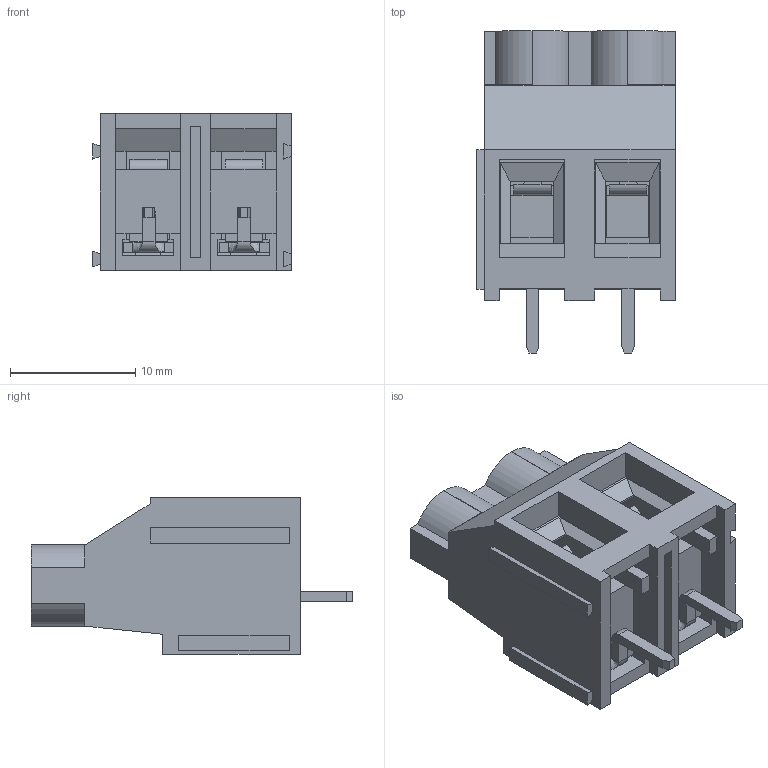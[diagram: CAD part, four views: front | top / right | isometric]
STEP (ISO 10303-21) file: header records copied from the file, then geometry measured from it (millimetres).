
FILE_DESCRIPTION( ( 'Unknown' ), '1' );
FILE_NAME( '691218410002.stp', 'Unknown', ( 'Unknown' ), ( 'Unknown' ), 'PSStep 17.0.49', 'Unknown', ' ' );
FILE_SCHEMA( ( 'AUTOMOTIVE_DESIGN { 1 0 10303 214 1 1 1 1 }' ) );
Length unit declared in the file: millimetre
Products named in the file (5): Assem1; 6912184100xx_MASS; 6912184100xx_PIN; 6912184100xx_VIS; 691218410002
Assembly tree (7 placements, depth 2):
  Assem1
    6912184100xx_MASS  x2
    6912184100xx_PIN  x2
    6912184100xx_VIS  x2
    691218410002
Bounding box: 15.84 x 25.7 x 12.5 mm (x, y, z)
Volume: 2068.9 mm3; surface area: 3953.4 mm2
Topology: 7 solids, 7 shells, 295 faces, 772 edges, 494 vertices
Faces by surface type: plane 253, cylinder 34, bspline 8
Full cylindrical faces by diameter (mm): 3.2 x6, 5.2 x4
Entity records: 9106 total; most frequent: CARTESIAN_POINT 1359, ORIENTED_EDGE 1226, DIRECTION 1132, EDGE_CURVE 613, LINE 564, VECTOR 564, VERTEX_POINT 399, AXIS2_PLACEMENT_3D 284
